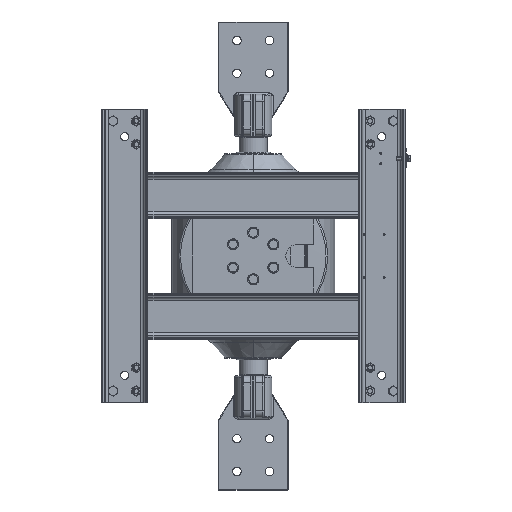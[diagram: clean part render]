
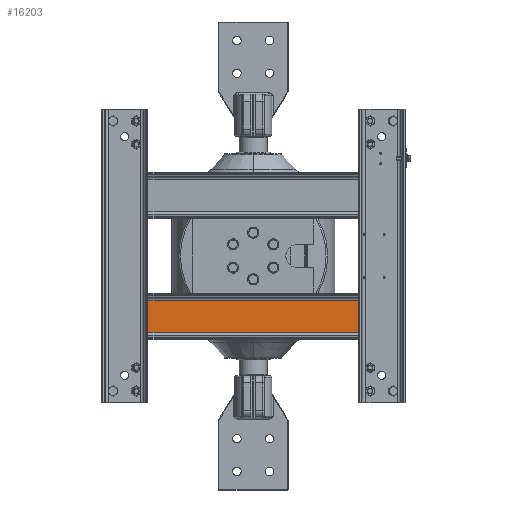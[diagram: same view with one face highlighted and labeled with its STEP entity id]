
A CAD part, front view. The second image highlights one B-rep face of the part: STEP entity #16203.
In plain terms, the highlighted planar face has unit normal (0, -1, 0).
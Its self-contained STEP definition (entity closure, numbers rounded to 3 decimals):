
#8039 = ORIENTED_EDGE ( 'NONE', *, *, #68796, .F. ) ;
#8212 = ORIENTED_EDGE ( 'NONE', *, *, #68804, .T. ) ;
#8217 = ORIENTED_EDGE ( 'NONE', *, *, #68745, .T. ) ;
#8276 = ORIENTED_EDGE ( 'NONE', *, *, #68750, .F. ) ;
#11637 = AXIS2_PLACEMENT_3D ( 'NONE', #36987, #36451, #36485 ) ;
#16203 = ADVANCED_FACE ( 'NONE', ( #76352 ), #36963, .F. ) ;
#25876 = EDGE_LOOP ( 'NONE', ( #8217, #8276, #8039, #8212 ) ) ;
#36451 = DIRECTION ( 'NONE',  ( 0., 1., 0. ) ) ;
#36485 = DIRECTION ( 'NONE',  ( 1., 0., 0. ) ) ;
#36963 = PLANE ( 'NONE',  #11637 ) ;
#36987 = CARTESIAN_POINT ( 'NONE',  ( 226., -14.5, -96.01 ) ) ;
#53450 = DIRECTION ( 'NONE',  ( 0., 0., -1. ) ) ;
#53469 = CARTESIAN_POINT ( 'NONE',  ( 226., -14.5, -163.99 ) ) ;
#53476 = DIRECTION ( 'NONE',  ( -1., 0., 0. ) ) ;
#53479 = CARTESIAN_POINT ( 'NONE',  ( -226., -14.5, -96.01 ) ) ;
#53496 = CARTESIAN_POINT ( 'NONE',  ( 226., -14.5, -96.01 ) ) ;
#53498 = CARTESIAN_POINT ( 'NONE',  ( 226., -14.5, -96.01 ) ) ;
#53516 = DIRECTION ( 'NONE',  ( 0., 0., -1. ) ) ;
#53531 = DIRECTION ( 'NONE',  ( -1., 0., 0. ) ) ;
#66445 = CARTESIAN_POINT ( 'NONE',  ( 226., -14.5, -163.99 ) ) ;
#66458 = CARTESIAN_POINT ( 'NONE',  ( 226., -14.5, -96.01 ) ) ;
#66461 = CARTESIAN_POINT ( 'NONE',  ( -226., -14.5, -96.01 ) ) ;
#66484 = CARTESIAN_POINT ( 'NONE',  ( -226., -14.5, -163.99 ) ) ;
#68745 = EDGE_CURVE ( 'NONE', #82292, #82306, #88697, .T. ) ;
#68750 = EDGE_CURVE ( 'NONE', #82280, #82306, #88442, .T. ) ;
#68796 = EDGE_CURVE ( 'NONE', #82275, #82280, #88640, .T. ) ;
#68804 = EDGE_CURVE ( 'NONE', #82275, #82292, #88605, .T. ) ;
#76352 = FACE_OUTER_BOUND ( 'NONE', #25876, .T. ) ;
#82275 = VERTEX_POINT ( 'NONE', #66458 ) ;
#82280 = VERTEX_POINT ( 'NONE', #66445 ) ;
#82292 = VERTEX_POINT ( 'NONE', #66461 ) ;
#82306 = VERTEX_POINT ( 'NONE', #66484 ) ;
#88442 = LINE ( 'NONE', #53469, #88608 ) ;
#88605 = LINE ( 'NONE', #53496, #88668 ) ;
#88608 = VECTOR ( 'NONE', #53476, 1000. ) ;
#88615 = VECTOR ( 'NONE', #53450, 1000. ) ;
#88630 = VECTOR ( 'NONE', #53516, 1000. ) ;
#88640 = LINE ( 'NONE', #53498, #88630 ) ;
#88668 = VECTOR ( 'NONE', #53531, 1000. ) ;
#88697 = LINE ( 'NONE', #53479, #88615 ) ;
